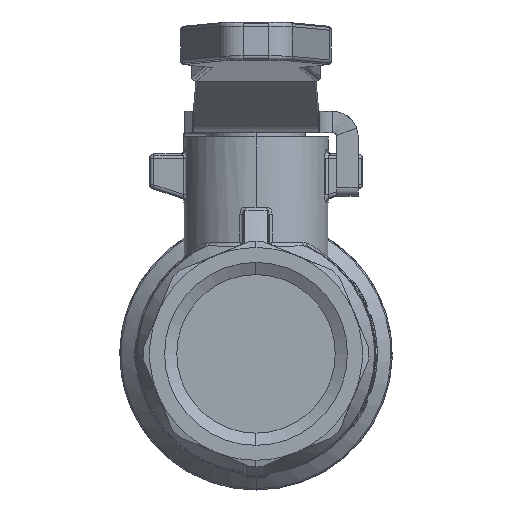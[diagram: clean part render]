
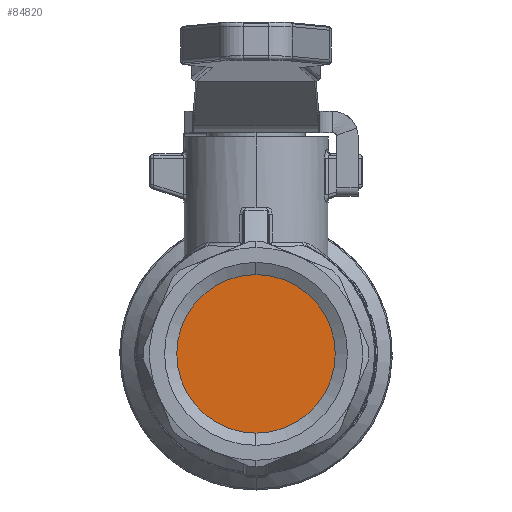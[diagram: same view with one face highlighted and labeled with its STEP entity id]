
A CAD part, left-side view. The second image highlights one B-rep face of the part: STEP entity #84820.
In plain terms, the highlighted planar face has unit normal (-1, 0, 0).
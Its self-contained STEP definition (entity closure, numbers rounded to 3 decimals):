
#64=CARTESIAN_POINT('',(-14.,-0.,9.316));
#65=VERTEX_POINT('',#64);
#74=CARTESIAN_POINT('',(-14.,-0.,-9.316));
#75=VERTEX_POINT('',#74);
#76=CARTESIAN_POINT('',(-14.,0.,0.));
#77=DIRECTION('',(-1.,-0.,-0.));
#78=DIRECTION('',(0.,0.,-1.));
#79=AXIS2_PLACEMENT_3D('',#76,#77,#78);
#80=CIRCLE('',#79,9.316);
#81=EDGE_CURVE('',#75,#65,#80,.T.);
#83=CARTESIAN_POINT('',(-14.,0.,0.));
#84=DIRECTION('',(-1.,-0.,-0.));
#85=DIRECTION('',(0.,0.,-1.));
#86=AXIS2_PLACEMENT_3D('',#83,#84,#85);
#87=CIRCLE('',#86,9.316);
#88=EDGE_CURVE('',#65,#75,#87,.T.);
#84811=CARTESIAN_POINT('',(-14.,4.658,0.));
#84812=DIRECTION('',(1.,0.,0.));
#84813=DIRECTION('',(0.,1.,0.));
#84814=AXIS2_PLACEMENT_3D('',#84811,#84812,#84813);
#84815=PLANE('',#84814);
#84816=ORIENTED_EDGE('',*,*,#81,.T.);
#84817=ORIENTED_EDGE('',*,*,#88,.T.);
#84818=EDGE_LOOP('',(#84816,#84817));
#84819=FACE_BOUND('',#84818,.T.);
#84820=ADVANCED_FACE('',(#84819),#84815,.F.);
